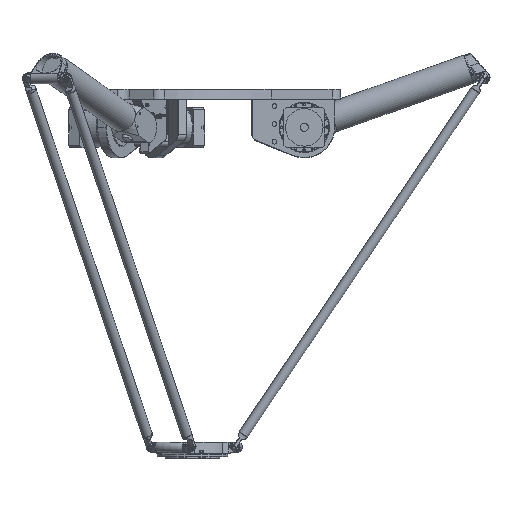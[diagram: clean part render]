
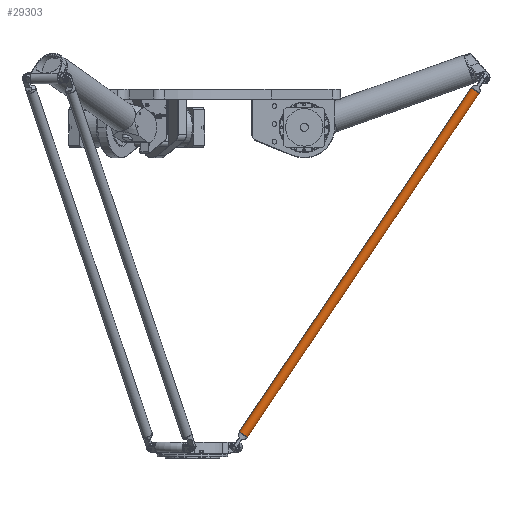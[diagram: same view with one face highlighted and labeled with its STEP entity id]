
A CAD part, front view. The second image highlights one B-rep face of the part: STEP entity #29303.
In plain terms, the highlighted cylindrical face has radius 15.005 mm (diameter 30.01 mm), a full revolution.
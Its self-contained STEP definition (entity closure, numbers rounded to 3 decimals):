
#1002=CYLINDRICAL_SURFACE('',#32605,15.005);
#1778=FACE_BOUND('',#7621,.T.);
#3152=CIRCLE('',#32600,15.005);
#3154=CIRCLE('',#32603,15.005);
#5070=FACE_OUTER_BOUND('',#7620,.T.);
#7620=EDGE_LOOP('',(#25155));
#7621=EDGE_LOOP('',(#25156));
#14454=VERTEX_POINT('',#59563);
#14456=VERTEX_POINT('',#59568);
#18059=EDGE_CURVE('',#14454,#14454,#3152,.T.);
#18061=EDGE_CURVE('',#14456,#14456,#3154,.T.);
#25155=ORIENTED_EDGE('',*,*,#18059,.F.);
#25156=ORIENTED_EDGE('',*,*,#18061,.F.);
#29303=ADVANCED_FACE('',(#5070,#1778),#1002,.T.);
#32600=AXIS2_PLACEMENT_3D('',#59564,#40687,#40688);
#32603=AXIS2_PLACEMENT_3D('',#59569,#40693,#40694);
#32605=AXIS2_PLACEMENT_3D('',#59572,#40697,#40698);
#40687=DIRECTION('center_axis',(1.,0.,0.));
#40688=DIRECTION('ref_axis',(0.,0.,-1.));
#40693=DIRECTION('center_axis',(-1.,0.,0.));
#40694=DIRECTION('ref_axis',(0.,0.,-1.));
#40697=DIRECTION('center_axis',(-1.,0.,0.));
#40698=DIRECTION('ref_axis',(0.,0.,-1.));
#59563=CARTESIAN_POINT('',(1270.046,0.,15.005));
#59564=CARTESIAN_POINT('Origin',(1270.046,0.,0.));
#59568=CARTESIAN_POINT('',(44.954,0.,15.005));
#59569=CARTESIAN_POINT('Origin',(44.954,0.,
0.));
#59572=CARTESIAN_POINT('Origin',(657.5,0.,0.));
